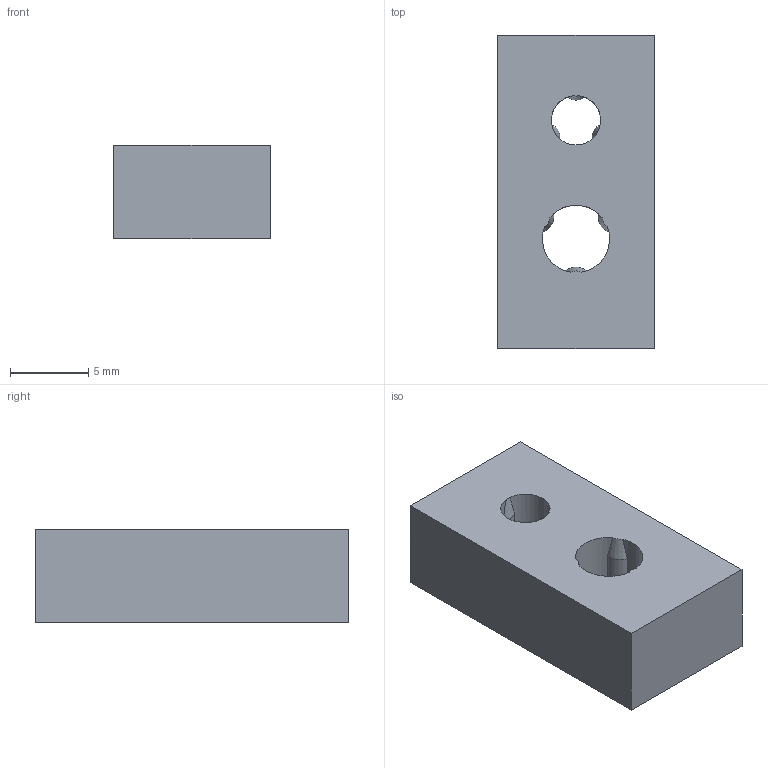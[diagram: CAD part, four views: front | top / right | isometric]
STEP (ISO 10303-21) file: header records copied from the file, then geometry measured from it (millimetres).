
FILE_DESCRIPTION(/* description */ (''),/* implementation_level */ '2;1');
FILE_NAME(/* name */ 'Tolerance_test.stp',/* time_stamp */ '2025-03-11T11:13:10+01:00',/* author */ ('tzu98'),/* organization */ (''),/* preprocessor_version */ 'ST-DEVELOPER v20',/* originating_system */ 'Autodesk Inventor 2025',/* authorisation */ '');
FILE_SCHEMA (('AUTOMOTIVE_DESIGN { 1 0 10303 214 3 1 1 }'));
Length unit declared in the file: millimetre
Products named in the file (1): Tolerance_test
Bounding box: 10 x 20 x 6 mm (x, y, z)
Volume: 1074 mm3; surface area: 860.4 mm2
Topology: 1 solids, 1 shells, 24 faces, 66 edges, 44 vertices
Faces by surface type: cylinder 12, cone 6, plane 6
Entity records: 867 total; most frequent: CARTESIAN_POINT 195, DIRECTION 134, ORIENTED_EDGE 132, EDGE_CURVE 66, AXIS2_PLACEMENT_3D 55, VERTEX_POINT 44, CIRCLE 30, EDGE_LOOP 28
